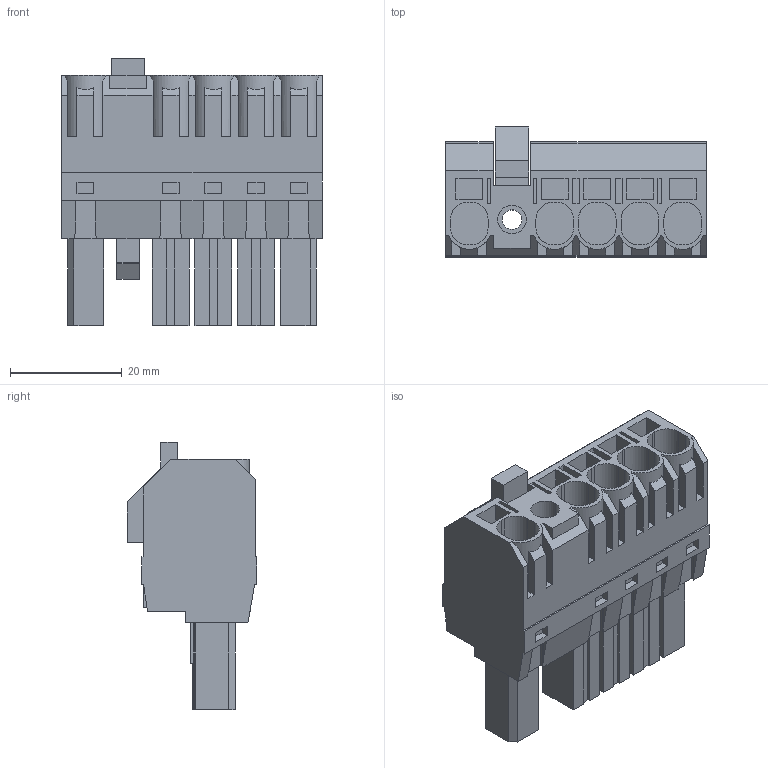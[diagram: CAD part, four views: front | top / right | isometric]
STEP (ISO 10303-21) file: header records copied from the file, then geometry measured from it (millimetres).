
FILE_DESCRIPTION(('CATIA V5 STEP Exchange','CAx-IF Rec.Pracs.--- Model Styling and Organization---1.4--- 2014-01-23'),'2;1');
FILE_NAME ('D1451981_1_1430130000_1430130000.stp','2023-09-07T12:51:00+00:00',('none'),('Weidmueller'),'CATIA Version 5-6 Release 2016 SP3 HF44','CATIA V5 STEP AP214','none');
FILE_SCHEMA(('AUTOMOTIVE_DESIGN { 1 0 10303 214 1 1 1 1 }'));
Length unit declared in the file: millimetre
Products named in the file (1): 1430130000
Bounding box: 46.62 x 23.2 x 47.7 mm (x, y, z)
Volume: 25300.3 mm3; surface area: 12355.9 mm2
Topology: 2 solids, 2 shells, 504 faces, 1440 edges, 976 vertices
Faces by surface type: plane 475, cylinder 29
Entity records: 15584 total; most frequent: CARTESIAN_POINT 3065, ORIENTED_EDGE 2880, DIRECTION 2075, EDGE_CURVE 1440, VECTOR 1362, LINE 1362, VERTEX_POINT 976, EDGE_LOOP 542
